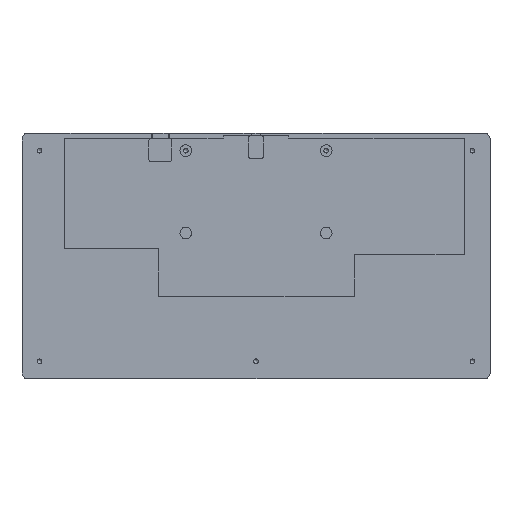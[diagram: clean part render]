
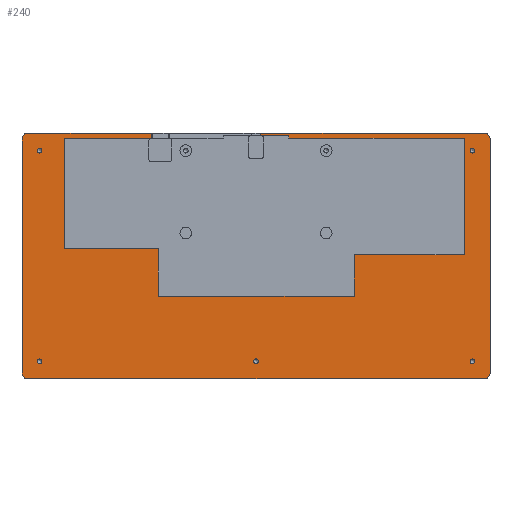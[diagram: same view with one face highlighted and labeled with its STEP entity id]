
A CAD part, top view. The second image highlights one B-rep face of the part: STEP entity #240.
In plain terms, the highlighted planar face has unit normal (0, 0, 1).
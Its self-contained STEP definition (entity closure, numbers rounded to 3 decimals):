
#22 = VERTEX_POINT('',#23);
#23 = CARTESIAN_POINT('',(-195.,81.449,79.));
#41 = VERTEX_POINT('',#42);
#42 = CARTESIAN_POINT('',(-200.,76.449,79.));
#48 = EDGE_CURVE('',#22,#41,#49,.T.);
#49 = CIRCLE('',#50,5.);
#50 = AXIS2_PLACEMENT_3D('',#51,#52,#53);
#51 = CARTESIAN_POINT('',(-195.,76.449,79.));
#52 = DIRECTION('',(0.,0.,1.));
#53 = DIRECTION('',(1.,0.,0.));
#64 = VERTEX_POINT('',#65);
#65 = CARTESIAN_POINT('',(195.,81.449,79.));
#73 = EDGE_CURVE('',#74,#64,#76,.T.);
#74 = VERTEX_POINT('',#75);
#75 = CARTESIAN_POINT('',(4.224,81.449,79.));
#76 = LINE('',#77,#78);
#77 = CARTESIAN_POINT('',(-195.,81.449,79.));
#78 = VECTOR('',#79,1.);
#79 = DIRECTION('',(1.,0.,0.));
#184 = VERTEX_POINT('',#185);
#185 = CARTESIAN_POINT('',(-89.5,81.449,79.));
#191 = EDGE_CURVE('',#22,#184,#192,.T.);
#192 = LINE('',#193,#194);
#193 = CARTESIAN_POINT('',(-195.,81.449,79.));
#194 = VECTOR('',#195,1.);
#195 = DIRECTION('',(1.,0.,0.));
#240 = ADVANCED_FACE('',(#241,#397,#408,#419,#430,#441),#452,.T.);
#241 = FACE_BOUND('',#242,.T.);
#242 = EDGE_LOOP('',(#243,#244,#245,#253,#262,#270,#279,#287,#294,#295,
    #303,#311,#319,#327,#335,#343,#351,#359,#367,#375,#383,#391));
#243 = ORIENTED_EDGE('',*,*,#191,.F.);
#244 = ORIENTED_EDGE('',*,*,#48,.T.);
#245 = ORIENTED_EDGE('',*,*,#246,.F.);
#246 = EDGE_CURVE('',#247,#41,#249,.T.);
#247 = VERTEX_POINT('',#248);
#248 = CARTESIAN_POINT('',(-200.,-123.551,79.));
#249 = LINE('',#250,#251);
#250 = CARTESIAN_POINT('',(-200.,-123.551,79.));
#251 = VECTOR('',#252,1.);
#252 = DIRECTION('',(0.,1.,0.));
#253 = ORIENTED_EDGE('',*,*,#254,.T.);
#254 = EDGE_CURVE('',#247,#255,#257,.T.);
#255 = VERTEX_POINT('',#256);
#256 = CARTESIAN_POINT('',(-195.,-128.551,79.));
#257 = CIRCLE('',#258,5.);
#258 = AXIS2_PLACEMENT_3D('',#259,#260,#261);
#259 = CARTESIAN_POINT('',(-195.,-123.551,79.));
#260 = DIRECTION('',(0.,0.,1.));
#261 = DIRECTION('',(1.,0.,0.));
#262 = ORIENTED_EDGE('',*,*,#263,.F.);
#263 = EDGE_CURVE('',#264,#255,#266,.T.);
#264 = VERTEX_POINT('',#265);
#265 = CARTESIAN_POINT('',(195.,-128.551,79.));
#266 = LINE('',#267,#268);
#267 = CARTESIAN_POINT('',(195.,-128.551,79.));
#268 = VECTOR('',#269,1.);
#269 = DIRECTION('',(-1.,0.,0.));
#270 = ORIENTED_EDGE('',*,*,#271,.T.);
#271 = EDGE_CURVE('',#264,#272,#274,.T.);
#272 = VERTEX_POINT('',#273);
#273 = CARTESIAN_POINT('',(200.,-123.551,79.));
#274 = CIRCLE('',#275,5.);
#275 = AXIS2_PLACEMENT_3D('',#276,#277,#278);
#276 = CARTESIAN_POINT('',(195.,-123.551,79.));
#277 = DIRECTION('',(0.,0.,1.));
#278 = DIRECTION('',(1.,0.,0.));
#279 = ORIENTED_EDGE('',*,*,#280,.F.);
#280 = EDGE_CURVE('',#281,#272,#283,.T.);
#281 = VERTEX_POINT('',#282);
#282 = CARTESIAN_POINT('',(200.,76.449,79.));
#283 = LINE('',#284,#285);
#284 = CARTESIAN_POINT('',(200.,76.449,79.));
#285 = VECTOR('',#286,1.);
#286 = DIRECTION('',(0.,-1.,0.));
#287 = ORIENTED_EDGE('',*,*,#288,.T.);
#288 = EDGE_CURVE('',#281,#64,#289,.T.);
#289 = CIRCLE('',#290,5.);
#290 = AXIS2_PLACEMENT_3D('',#291,#292,#293);
#291 = CARTESIAN_POINT('',(195.,76.449,79.));
#292 = DIRECTION('',(0.,0.,1.));
#293 = DIRECTION('',(1.,0.,0.));
#294 = ORIENTED_EDGE('',*,*,#73,.F.);
#295 = ORIENTED_EDGE('',*,*,#296,.F.);
#296 = EDGE_CURVE('',#297,#74,#299,.T.);
#297 = VERTEX_POINT('',#298);
#298 = CARTESIAN_POINT('',(4.224,79.45,79.));
#299 = LINE('',#300,#301);
#300 = CARTESIAN_POINT('',(4.224,81.449,79.));
#301 = VECTOR('',#302,1.);
#302 = DIRECTION('',(0.,1.,0.));
#303 = ORIENTED_EDGE('',*,*,#304,.F.);
#304 = EDGE_CURVE('',#305,#297,#307,.T.);
#305 = VERTEX_POINT('',#306);
#306 = CARTESIAN_POINT('',(28.,79.45,79.));
#307 = LINE('',#308,#309);
#308 = CARTESIAN_POINT('',(28.,79.45,79.));
#309 = VECTOR('',#310,1.);
#310 = DIRECTION('',(-1.,0.,0.));
#311 = ORIENTED_EDGE('',*,*,#312,.F.);
#312 = EDGE_CURVE('',#313,#305,#315,.T.);
#313 = VERTEX_POINT('',#314);
#314 = CARTESIAN_POINT('',(28.,76.95,79.));
#315 = LINE('',#316,#317);
#316 = CARTESIAN_POINT('',(28.,76.95,79.));
#317 = VECTOR('',#318,1.);
#318 = DIRECTION('',(0.,1.,0.));
#319 = ORIENTED_EDGE('',*,*,#320,.F.);
#320 = EDGE_CURVE('',#321,#313,#323,.T.);
#321 = VERTEX_POINT('',#322);
#322 = CARTESIAN_POINT('',(178.,76.95,79.));
#323 = LINE('',#324,#325);
#324 = CARTESIAN_POINT('',(178.,76.95,79.));
#325 = VECTOR('',#326,1.);
#326 = DIRECTION('',(-1.,0.,0.));
#327 = ORIENTED_EDGE('',*,*,#328,.F.);
#328 = EDGE_CURVE('',#329,#321,#331,.T.);
#329 = VERTEX_POINT('',#330);
#330 = CARTESIAN_POINT('',(178.,-22.29,79.));
#331 = LINE('',#332,#333);
#332 = CARTESIAN_POINT('',(178.,-22.29,79.));
#333 = VECTOR('',#334,1.);
#334 = DIRECTION('',(0.,1.,0.));
#335 = ORIENTED_EDGE('',*,*,#336,.F.);
#336 = EDGE_CURVE('',#337,#329,#339,.T.);
#337 = VERTEX_POINT('',#338);
#338 = CARTESIAN_POINT('',(84.,-22.29,79.));
#339 = LINE('',#340,#341);
#340 = CARTESIAN_POINT('',(84.,-22.29,79.));
#341 = VECTOR('',#342,1.);
#342 = DIRECTION('',(1.,0.,0.));
#343 = ORIENTED_EDGE('',*,*,#344,.F.);
#344 = EDGE_CURVE('',#345,#337,#347,.T.);
#345 = VERTEX_POINT('',#346);
#346 = CARTESIAN_POINT('',(84.,-58.05,79.));
#347 = LINE('',#348,#349);
#348 = CARTESIAN_POINT('',(84.,-58.05,79.));
#349 = VECTOR('',#350,1.);
#350 = DIRECTION('',(0.,1.,0.));
#351 = ORIENTED_EDGE('',*,*,#352,.F.);
#352 = EDGE_CURVE('',#353,#345,#355,.T.);
#353 = VERTEX_POINT('',#354);
#354 = CARTESIAN_POINT('',(-83.34,-58.05,79.));
#355 = LINE('',#356,#357);
#356 = CARTESIAN_POINT('',(-83.34,-58.05,79.));
#357 = VECTOR('',#358,1.);
#358 = DIRECTION('',(1.,0.,0.));
#359 = ORIENTED_EDGE('',*,*,#360,.F.);
#360 = EDGE_CURVE('',#361,#353,#363,.T.);
#361 = VERTEX_POINT('',#362);
#362 = CARTESIAN_POINT('',(-83.34,-17.29,79.));
#363 = LINE('',#364,#365);
#364 = CARTESIAN_POINT('',(-83.34,-17.29,79.));
#365 = VECTOR('',#366,1.);
#366 = DIRECTION('',(0.,-1.,0.));
#367 = ORIENTED_EDGE('',*,*,#368,.F.);
#368 = EDGE_CURVE('',#369,#361,#371,.T.);
#369 = VERTEX_POINT('',#370);
#370 = CARTESIAN_POINT('',(-164.,-17.29,79.));
#371 = LINE('',#372,#373);
#372 = CARTESIAN_POINT('',(-164.,-17.29,79.));
#373 = VECTOR('',#374,1.);
#374 = DIRECTION('',(1.,0.,0.));
#375 = ORIENTED_EDGE('',*,*,#376,.F.);
#376 = EDGE_CURVE('',#377,#369,#379,.T.);
#377 = VERTEX_POINT('',#378);
#378 = CARTESIAN_POINT('',(-164.,76.95,79.));
#379 = LINE('',#380,#381);
#380 = CARTESIAN_POINT('',(-164.,76.95,79.));
#381 = VECTOR('',#382,1.);
#382 = DIRECTION('',(0.,-1.,0.));
#383 = ORIENTED_EDGE('',*,*,#384,.F.);
#384 = EDGE_CURVE('',#385,#377,#387,.T.);
#385 = VERTEX_POINT('',#386);
#386 = CARTESIAN_POINT('',(-89.5,76.95,79.));
#387 = LINE('',#388,#389);
#388 = CARTESIAN_POINT('',(-28.,76.95,79.));
#389 = VECTOR('',#390,1.);
#390 = DIRECTION('',(-1.,0.,0.));
#391 = ORIENTED_EDGE('',*,*,#392,.T.);
#392 = EDGE_CURVE('',#385,#184,#393,.T.);
#393 = LINE('',#394,#395);
#394 = CARTESIAN_POINT('',(-89.5,28.949,79.));
#395 = VECTOR('',#396,1.);
#396 = DIRECTION('',(0.,1.,0.));
#397 = FACE_BOUND('',#398,.T.);
#398 = EDGE_LOOP('',(#399));
#399 = ORIENTED_EDGE('',*,*,#400,.F.);
#400 = EDGE_CURVE('',#401,#401,#403,.T.);
#401 = VERTEX_POINT('',#402);
#402 = CARTESIAN_POINT('',(-183.,-113.551,79.));
#403 = CIRCLE('',#404,2.);
#404 = AXIS2_PLACEMENT_3D('',#405,#406,#407);
#405 = CARTESIAN_POINT('',(-185.,-113.551,79.));
#406 = DIRECTION('',(0.,0.,1.));
#407 = DIRECTION('',(1.,0.,0.));
#408 = FACE_BOUND('',#409,.T.);
#409 = EDGE_LOOP('',(#410));
#410 = ORIENTED_EDGE('',*,*,#411,.F.);
#411 = EDGE_CURVE('',#412,#412,#414,.T.);
#412 = VERTEX_POINT('',#413);
#413 = CARTESIAN_POINT('',(2.,-113.551,79.));
#414 = CIRCLE('',#415,2.);
#415 = AXIS2_PLACEMENT_3D('',#416,#417,#418);
#416 = CARTESIAN_POINT('',(0.,-113.551,79.));
#417 = DIRECTION('',(0.,0.,1.));
#418 = DIRECTION('',(1.,0.,0.));
#419 = FACE_BOUND('',#420,.T.);
#420 = EDGE_LOOP('',(#421));
#421 = ORIENTED_EDGE('',*,*,#422,.F.);
#422 = EDGE_CURVE('',#423,#423,#425,.T.);
#423 = VERTEX_POINT('',#424);
#424 = CARTESIAN_POINT('',(187.,-113.551,79.));
#425 = CIRCLE('',#426,2.);
#426 = AXIS2_PLACEMENT_3D('',#427,#428,#429);
#427 = CARTESIAN_POINT('',(185.,-113.551,79.));
#428 = DIRECTION('',(0.,0.,1.));
#429 = DIRECTION('',(1.,0.,0.));
#430 = FACE_BOUND('',#431,.T.);
#431 = EDGE_LOOP('',(#432));
#432 = ORIENTED_EDGE('',*,*,#433,.F.);
#433 = EDGE_CURVE('',#434,#434,#436,.T.);
#434 = VERTEX_POINT('',#435);
#435 = CARTESIAN_POINT('',(-183.,66.449,79.));
#436 = CIRCLE('',#437,2.);
#437 = AXIS2_PLACEMENT_3D('',#438,#439,#440);
#438 = CARTESIAN_POINT('',(-185.,66.449,79.));
#439 = DIRECTION('',(0.,0.,1.));
#440 = DIRECTION('',(1.,0.,0.));
#441 = FACE_BOUND('',#442,.T.);
#442 = EDGE_LOOP('',(#443));
#443 = ORIENTED_EDGE('',*,*,#444,.F.);
#444 = EDGE_CURVE('',#445,#445,#447,.T.);
#445 = VERTEX_POINT('',#446);
#446 = CARTESIAN_POINT('',(187.,66.449,79.));
#447 = CIRCLE('',#448,2.);
#448 = AXIS2_PLACEMENT_3D('',#449,#450,#451);
#449 = CARTESIAN_POINT('',(185.,66.449,79.));
#450 = DIRECTION('',(0.,0.,1.));
#451 = DIRECTION('',(1.,0.,0.));
#452 = PLANE('',#453);
#453 = AXIS2_PLACEMENT_3D('',#454,#455,#456);
#454 = CARTESIAN_POINT('',(0.,-23.551,79.));
#455 = DIRECTION('',(0.,0.,1.));
#456 = DIRECTION('',(1.,0.,0.));
